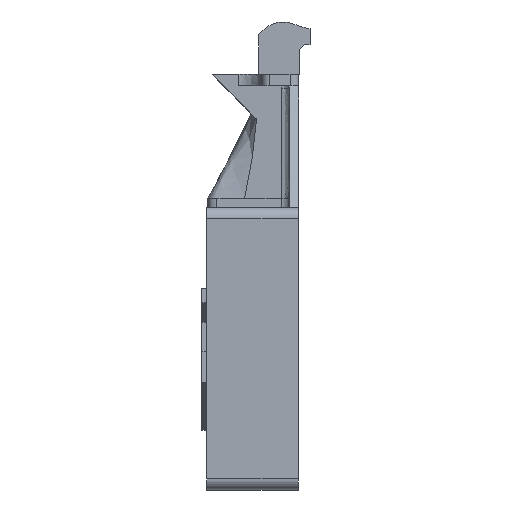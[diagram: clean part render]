
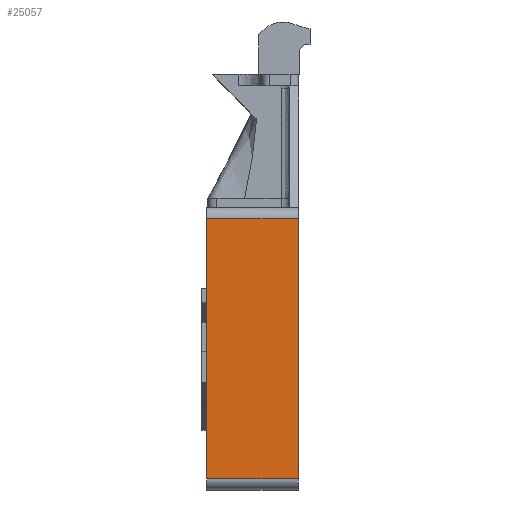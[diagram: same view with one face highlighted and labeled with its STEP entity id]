
A CAD part, front view. The second image highlights one B-rep face of the part: STEP entity #25057.
In plain terms, the highlighted face is planar.
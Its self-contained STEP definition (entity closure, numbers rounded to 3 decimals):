
#2283=FACE_OUTER_BOUND('',#3709,.T.);
#3709=EDGE_LOOP('',(#22027,#22028,#22029,#22030));
#5527=LINE('',#45580,#7493);
#5533=LINE('',#45596,#7499);
#5563=LINE('',#45727,#7529);
#5564=LINE('',#45728,#7530);
#7493=VECTOR('',#34479,10.);
#7499=VECTOR('',#34495,10.);
#7529=VECTOR('',#34549,10.);
#7530=VECTOR('',#34550,10.);
#11420=VERTEX_POINT('',#45577);
#11421=VERTEX_POINT('',#45579);
#11426=VERTEX_POINT('',#45595);
#11471=VERTEX_POINT('',#45726);
#15001=EDGE_CURVE('',#11420,#11421,#5527,.T.);
#15009=EDGE_CURVE('',#11421,#11426,#5533,.T.);
#15059=EDGE_CURVE('',#11420,#11471,#5563,.T.);
#15060=EDGE_CURVE('',#11471,#11426,#5564,.T.);
#22027=ORIENTED_EDGE('',*,*,#15001,.F.);
#22028=ORIENTED_EDGE('',*,*,#15059,.T.);
#22029=ORIENTED_EDGE('',*,*,#15060,.T.);
#22030=ORIENTED_EDGE('',*,*,#15009,.F.);
#23818=PLANE('',#27783);
#25057=ADVANCED_FACE('',(#2283),#23818,.T.);
#27783=AXIS2_PLACEMENT_3D('',#45725,#34547,#34548);
#34479=DIRECTION('',(-1.,0.,0.));
#34495=DIRECTION('',(0.,0.,-1.));
#34547=DIRECTION('center_axis',(0.,1.,0.));
#34548=DIRECTION('ref_axis',(0.,0.,-1.));
#34549=DIRECTION('',(0.,0.,-1.));
#34550=DIRECTION('',(-1.,0.,0.));
#45577=CARTESIAN_POINT('',(13.,113.943,-140.954));
#45579=CARTESIAN_POINT('',(-27.,113.943,-140.954));
#45580=CARTESIAN_POINT('',(-4.,113.943,-140.954));
#45595=CARTESIAN_POINT('',(-27.,113.943,-254.01));
#45596=CARTESIAN_POINT('',(-27.,113.943,-137.51));
#45725=CARTESIAN_POINT('Origin',(12.,113.943,-137.51));
#45726=CARTESIAN_POINT('',(13.,113.943,-254.01));
#45727=CARTESIAN_POINT('',(13.,113.943,-257.51));
#45728=CARTESIAN_POINT('',(-20.,113.943,-254.01));
